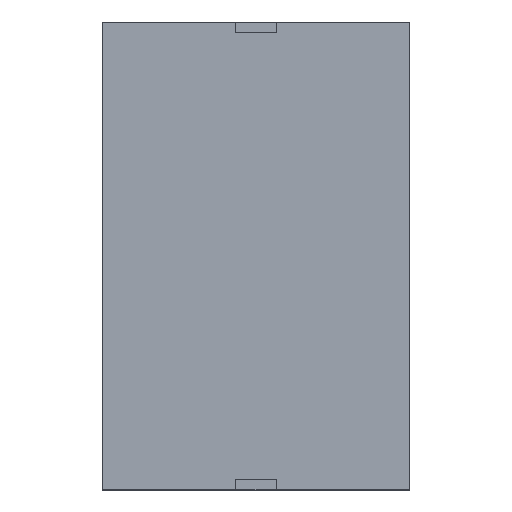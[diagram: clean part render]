
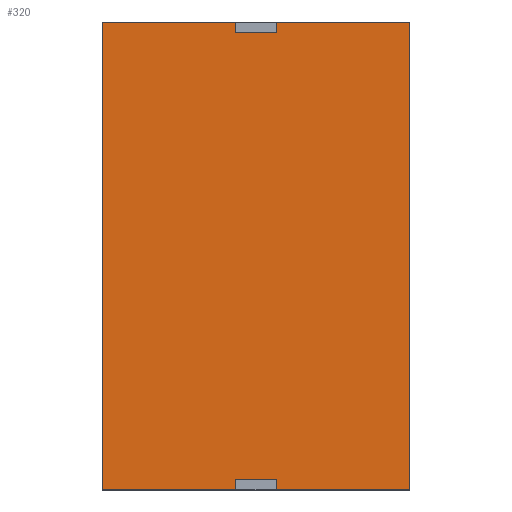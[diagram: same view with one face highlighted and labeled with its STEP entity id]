
A CAD part, top view. The second image highlights one B-rep face of the part: STEP entity #320.
In plain terms, the highlighted planar face has unit normal (0, 0, 1).
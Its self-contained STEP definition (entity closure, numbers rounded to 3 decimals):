
#40=FACE_OUTER_BOUND('',#60,.T.);
#60=EDGE_LOOP('',(#279,#280,#281,#282,#283,#284,#285,#286,#287,#288,#289,
#290));
#61=LINE('',#439,#99);
#65=LINE('',#449,#103);
#69=LINE('',#459,#107);
#77=LINE('',#477,#115);
#81=LINE('',#487,#119);
#85=LINE('',#497,#123);
#90=LINE('',#506,#128);
#91=LINE('',#508,#129);
#93=LINE('',#512,#131);
#95=LINE('',#515,#133);
#96=LINE('',#517,#134);
#98=LINE('',#520,#136);
#99=VECTOR('',#359,10.);
#103=VECTOR('',#367,10.);
#107=VECTOR('',#377,10.);
#115=VECTOR('',#391,10.);
#119=VECTOR('',#399,10.);
#123=VECTOR('',#409,10.);
#128=VECTOR('',#418,10.);
#129=VECTOR('',#419,10.);
#131=VECTOR('',#423,10.);
#133=VECTOR('',#427,10.);
#134=VECTOR('',#428,10.);
#136=VECTOR('',#432,10.);
#137=VERTEX_POINT('',#437);
#138=VERTEX_POINT('',#438);
#142=VERTEX_POINT('',#448);
#145=VERTEX_POINT('',#458);
#151=VERTEX_POINT('',#475);
#152=VERTEX_POINT('',#476);
#156=VERTEX_POINT('',#486);
#159=VERTEX_POINT('',#496);
#161=VERTEX_POINT('',#504);
#162=VERTEX_POINT('',#507);
#163=VERTEX_POINT('',#511);
#164=VERTEX_POINT('',#516);
#165=EDGE_CURVE('',#137,#138,#61,.T.);
#170=EDGE_CURVE('',#142,#137,#65,.T.);
#175=EDGE_CURVE('',#138,#145,#69,.T.);
#183=EDGE_CURVE('',#151,#152,#77,.T.);
#188=EDGE_CURVE('',#156,#151,#81,.T.);
#193=EDGE_CURVE('',#152,#159,#85,.T.);
#198=EDGE_CURVE('',#159,#161,#90,.T.);
#199=EDGE_CURVE('',#162,#156,#91,.T.);
#201=EDGE_CURVE('',#163,#162,#93,.T.);
#203=EDGE_CURVE('',#145,#163,#95,.T.);
#204=EDGE_CURVE('',#164,#142,#96,.T.);
#206=EDGE_CURVE('',#161,#164,#98,.T.);
#279=ORIENTED_EDGE('',*,*,#175,.T.);
#280=ORIENTED_EDGE('',*,*,#203,.T.);
#281=ORIENTED_EDGE('',*,*,#201,.T.);
#282=ORIENTED_EDGE('',*,*,#199,.T.);
#283=ORIENTED_EDGE('',*,*,#188,.T.);
#284=ORIENTED_EDGE('',*,*,#183,.T.);
#285=ORIENTED_EDGE('',*,*,#193,.T.);
#286=ORIENTED_EDGE('',*,*,#198,.T.);
#287=ORIENTED_EDGE('',*,*,#206,.T.);
#288=ORIENTED_EDGE('',*,*,#204,.T.);
#289=ORIENTED_EDGE('',*,*,#170,.T.);
#290=ORIENTED_EDGE('',*,*,#165,.T.);
#304=PLANE('',#354);
#320=ADVANCED_FACE('',(#40),#304,.T.);
#354=AXIS2_PLACEMENT_3D('',#521,#433,#434);
#359=DIRECTION('',(-1.,0.,0.));
#367=DIRECTION('',(0.,-1.,0.));
#377=DIRECTION('',(0.,1.,0.));
#391=DIRECTION('',(1.,0.,0.));
#399=DIRECTION('',(0.,1.,0.));
#409=DIRECTION('',(0.,-1.,0.));
#418=DIRECTION('',(1.,0.,0.));
#419=DIRECTION('',(1.,0.,0.));
#423=DIRECTION('',(0.,-1.,0.));
#427=DIRECTION('',(-1.,0.,0.));
#428=DIRECTION('',(-1.,0.,0.));
#432=DIRECTION('',(0.,1.,0.));
#433=DIRECTION('center_axis',(0.,0.,1.));
#434=DIRECTION('ref_axis',(1.,0.,0.));
#437=CARTESIAN_POINT('',(6.,467.,30.791));
#438=CARTESIAN_POINT('',(-6.018,467.,30.791));
#439=CARTESIAN_POINT('',(-0.005,467.,30.791));
#448=CARTESIAN_POINT('',(6.,470.,30.791));
#449=CARTESIAN_POINT('',(6.,435.75,30.791));
#458=CARTESIAN_POINT('',(-6.018,470.,30.791));
#459=CARTESIAN_POINT('',(-6.018,435.75,30.791));
#475=CARTESIAN_POINT('',(-5.994,336.,30.791));
#476=CARTESIAN_POINT('',(6.,336.,30.791));
#477=CARTESIAN_POINT('',(0.001,336.,30.791));
#486=CARTESIAN_POINT('',(-5.994,333.,30.791));
#487=CARTESIAN_POINT('',(-5.994,367.25,30.791));
#496=CARTESIAN_POINT('',(6.,333.,30.791));
#497=CARTESIAN_POINT('',(6.,367.25,30.791));
#504=CARTESIAN_POINT('',(45.,333.,30.791));
#506=CARTESIAN_POINT('',(45.,333.,30.791));
#507=CARTESIAN_POINT('',(-45.,333.,30.791));
#508=CARTESIAN_POINT('',(45.,333.,30.791));
#511=CARTESIAN_POINT('',(-45.,470.,30.791));
#512=CARTESIAN_POINT('',(-45.,333.,30.791));
#515=CARTESIAN_POINT('',(-45.,470.,30.791));
#516=CARTESIAN_POINT('',(45.,470.,30.791));
#517=CARTESIAN_POINT('',(-45.,470.,30.791));
#520=CARTESIAN_POINT('',(45.,470.,30.791));
#521=CARTESIAN_POINT('Origin',(0.,401.5,30.791));
